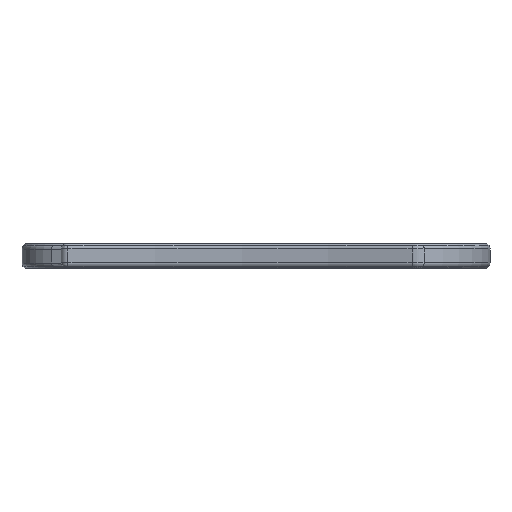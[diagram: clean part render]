
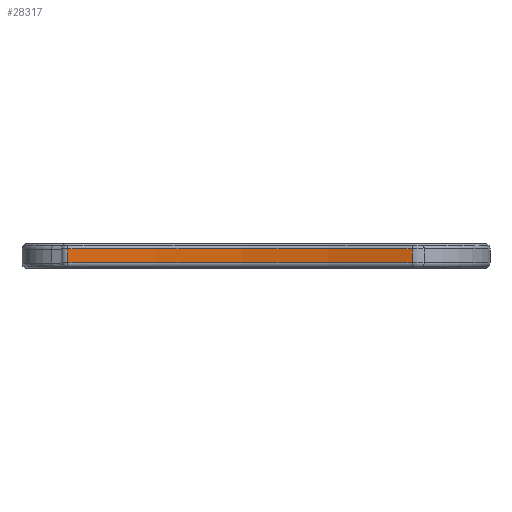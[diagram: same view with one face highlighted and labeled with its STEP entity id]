
A CAD part, top view. The second image highlights one B-rep face of the part: STEP entity #28317.
In plain terms, the highlighted cylindrical face has radius 302.39 mm (diameter 604.779 mm), a partial arc.
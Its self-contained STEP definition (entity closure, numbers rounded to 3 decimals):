
#1414=CYLINDRICAL_SURFACE('',#31416,302.39);
#2968=CIRCLE('',#31388,302.39);
#2986=CIRCLE('',#31417,302.39);
#5792=FACE_OUTER_BOUND('',#7517,.T.);
#7517=EDGE_LOOP('',(#26143,#26144,#26145,#26146));
#9111=LINE('',#56049,#10690);
#9112=LINE('',#56053,#10691);
#10690=VECTOR('',#39118,10.);
#10691=VECTOR('',#39123,10.);
#13337=VERTEX_POINT('',#56000);
#13339=VERTEX_POINT('',#56006);
#13350=VERTEX_POINT('',#56048);
#13351=VERTEX_POINT('',#56052);
#17607=EDGE_CURVE('',#13337,#13339,#2968,.T.);
#17628=EDGE_CURVE('',#13350,#13339,#9111,.T.);
#17630=EDGE_CURVE('',#13351,#13337,#9112,.T.);
#17631=EDGE_CURVE('',#13350,#13351,#2986,.T.);
#26143=ORIENTED_EDGE('',*,*,#17607,.F.);
#26144=ORIENTED_EDGE('',*,*,#17630,.F.);
#26145=ORIENTED_EDGE('',*,*,#17631,.F.);
#26146=ORIENTED_EDGE('',*,*,#17628,.T.);
#28317=ADVANCED_FACE('',(#5792),#1414,.F.);
#31388=AXIS2_PLACEMENT_3D('',#56007,#39060,#39061);
#31416=AXIS2_PLACEMENT_3D('',#56051,#39121,#39122);
#31417=AXIS2_PLACEMENT_3D('',#56054,#39124,#39125);
#39060=DIRECTION('center_axis',(0.,-1.,0.));
#39061=DIRECTION('ref_axis',(0.097,0.,-0.995));
#39118=DIRECTION('',(0.,1.,0.));
#39121=DIRECTION('center_axis',(0.,1.,0.));
#39122=DIRECTION('ref_axis',(0.282,0.,-0.959));
#39123=DIRECTION('',(0.,1.,0.));
#39124=DIRECTION('center_axis',(0.,1.,0.));
#39125=DIRECTION('ref_axis',(0.097,0.,-0.995));
#56000=CARTESIAN_POINT('',(-34.453,6.293,27.287));
#56006=CARTESIAN_POINT('',(78.413,6.293,38.31));
#56007=CARTESIAN_POINT('Origin',(-6.892,6.293,328.418));
#56048=CARTESIAN_POINT('',(78.413,1.707,38.31));
#56049=CARTESIAN_POINT('',(78.413,0.,38.31));
#56051=CARTESIAN_POINT('Origin',(-6.892,0.,328.418));
#56052=CARTESIAN_POINT('',(-34.453,1.707,27.287));
#56053=CARTESIAN_POINT('',(-34.453,0.,27.287));
#56054=CARTESIAN_POINT('Origin',(-6.892,1.707,328.418));
